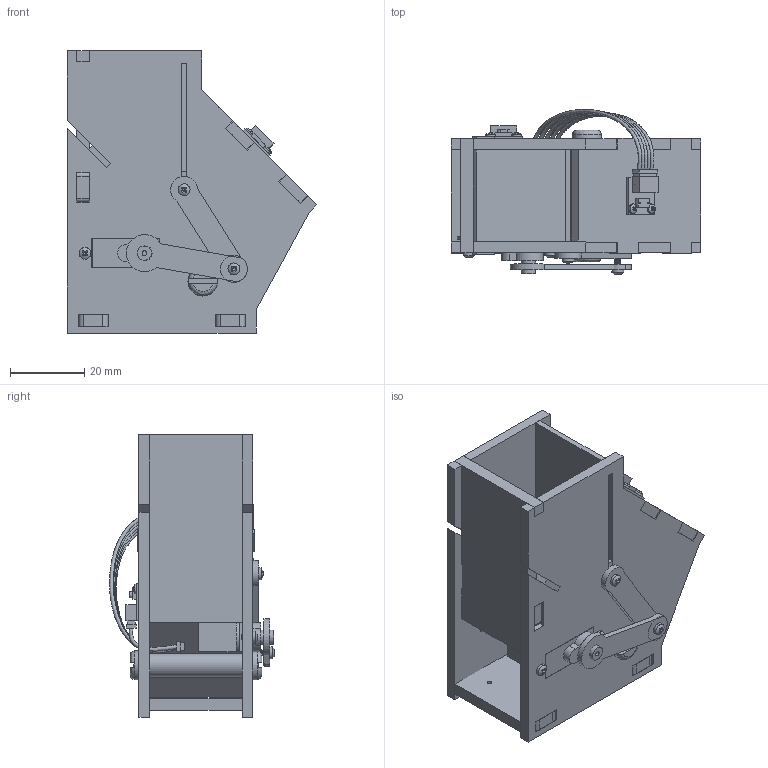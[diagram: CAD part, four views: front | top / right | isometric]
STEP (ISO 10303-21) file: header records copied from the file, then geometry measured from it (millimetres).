
FILE_DESCRIPTION(('FreeCAD Model'),'2;1');
FILE_NAME('TinyDispenserSTEPAssembly.step','2019-08-06T11:45:50',('Author'),(''), 'Open CASCADE STEP processor 7.3','FreeCAD','Unknown');
FILE_SCHEMA(('AUTOMOTIVE_DESIGN { 1 0 10303 214 1 1 1 1 }'));
Length unit declared in the file: millimetre
Products named in the file (26): SecondLink; ScrewSpacer; Back; Slide; FirstLink; Top; Hatch; Bottom; Wall; Wall001; SpacerLong(1in); M1.6x4-Screw002; M1.6x4-Screw004; M1.6x4-Screw005; M1.6x4-Screw006; M1.6x3-Screw002; M4x8-Screw001; M1.6x3-Screw003; M4x8-Screw002; M1.6x8-Screw001; M1.6x4-Screw008; Servo_ES9251; TOFWhisker; MomentaryButtonWhisker; 5pin100mm; 5pin50mm
Bounding box: 67.25 x 44.47 x 76.1 mm (x, y, z)
Volume: 42179.9 mm3; surface area: 39869.7 mm2
Topology: 28 solids, 38 shells, 1109 faces, 3037 edges, 2577 vertices
Faces by surface type: plane 558, bspline 401, cylinder 88, cone 42, revolution 12, sphere 8
Full cylindrical faces by diameter (mm): 0.2 x1, 0.4 x1, 1.171 x10, 1.173 x2, 1.28 x4, 1.3 x1, 1.32 x4, 1.6 x4, 1.915 x2, 2 x2, 2.56 x4, 3.2 x4, 3.35 x3, 3.85 x1, 4 x4, 6.36 x1, 7.25 x1
Entity records: 55737 total; most frequent: CARTESIAN_POINT 29833, ORIENTED_EDGE 5378, DIRECTION 4061, EDGE_CURVE 2699, VERTEX_POINT 1669, LINE 1449, VECTOR 1449, AXIS2_PLACEMENT_3D 1300
